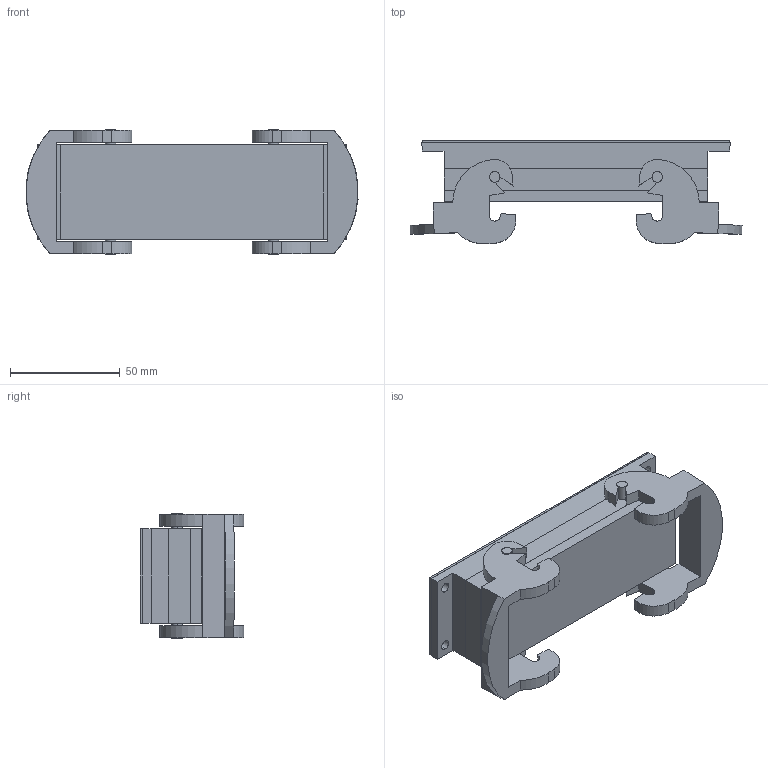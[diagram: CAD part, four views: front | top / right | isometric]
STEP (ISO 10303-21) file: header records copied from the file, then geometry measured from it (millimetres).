
FILE_DESCRIPTION(('SolidDesigner STEP Export'),'2;1');
FILE_NAME('1771927_HC_B_24_AMQ-select.stp','2014-03-27T11:53:12',(''),(''),'Creo Elements/Direct Modeling STEP processor for AP214 (Solid Model)','Creo Elements/Direct Modeling 18.1 06-May-2012 (C) Parametric Technology GmbH','');
FILE_SCHEMA(('AUTOMOTIVE_DESIGN { 1 0 10303 214 1 1 1 1 }'));
Length unit declared in the file: millimetre
Products named in the file (2): 1771927_HC_B_24_AMQ-select
Assembly tree (1 placements, depth 2):
  1771927_HC_B_24_AMQ-select
    1771927_HC_B_24_AMQ-select
Bounding box: 151.1 x 47.19 x 57 mm (x, y, z)
Volume: 176205.3 mm3; surface area: 37817 mm2
Topology: 1 solids, 1 shells, 129 faces, 372 edges, 248 vertices
Faces by surface type: plane 87, cylinder 42
Entity records: 4959 total; most frequent: ORIENTED_EDGE 744, CARTESIAN_POINT 667, DIRECTION 598, EDGE_CURVE 372, VERTEX_POINT 248, VECTOR 240, LINE 240, AXIS2_PLACEMENT_3D 179
